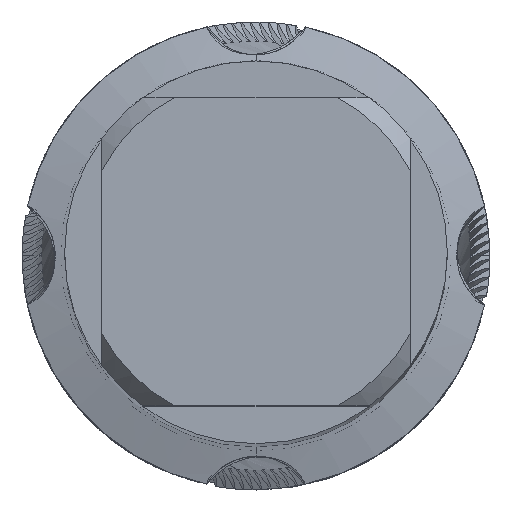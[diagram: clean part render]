
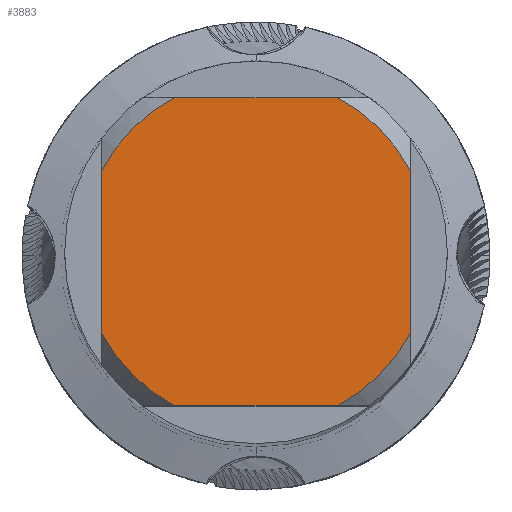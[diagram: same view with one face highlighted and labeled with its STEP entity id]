
A CAD part, top view. The second image highlights one B-rep face of the part: STEP entity #3883.
In plain terms, the highlighted planar face has unit normal (0, 0, 1).
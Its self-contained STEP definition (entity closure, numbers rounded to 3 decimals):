
#2163=EDGE_CURVE('',#2609,#2179,#6041,.T.);
#2179=VERTEX_POINT('',#6059);
#2323=EDGE_CURVE('',#5485,#5271,#6212,.T.);
#2609=VERTEX_POINT('',#6519);
#2863=VERTEX_POINT('',#6797);
#3507=EDGE_CURVE('',#4379,#2179,#7499,.T.);
#3825=EDGE_CURVE('',#4051,#2863,#7841,.T.);
#3883=ADVANCED_FACE('',(#7906),#7907,.T.);
#3993=EDGE_CURVE('',#4051,#4079,#8025,.T.);
#4051=VERTEX_POINT('',#8084);
#4079=VERTEX_POINT('',#8116);
#4355=EDGE_CURVE('',#4379,#4079,#8427,.T.);
#4379=VERTEX_POINT('',#8453);
#4497=EDGE_CURVE('',#5485,#2863,#8581,.T.);
#4755=EDGE_CURVE('',#2609,#5271,#8864,.T.);
#5271=VERTEX_POINT('',#9424);
#5485=VERTEX_POINT('',#9657);
#6041=CIRCLE('',#10852,8.2);
#6059=CARTESIAN_POINT('',(-3.831,7.25,0.0));
#6212=CIRCLE('',#11434,8.2);
#6519=CARTESIAN_POINT('',(-7.25,3.831,0.0));
#6797=CARTESIAN_POINT('',(3.831,-7.25,0.0));
#7499=LINE('',#15070,#15071);
#7841=CIRCLE('',#15891,8.2);
#7906=FACE_OUTER_BOUND('',#16027,.T.);
#7907=PLANE('',#16028);
#8025=LINE('',#16337,#16338);
#8084=CARTESIAN_POINT('',(7.25,-3.831,0.0));
#8116=CARTESIAN_POINT('',(7.25,3.831,0.0));
#8427=CIRCLE('',#17337,8.2);
#8453=CARTESIAN_POINT('',(3.831,7.25,0.0));
#8581=LINE('',#17703,#17704);
#8864=LINE('',#18566,#18567);
#9424=CARTESIAN_POINT('',(-7.25,-3.831,0.0));
#9657=CARTESIAN_POINT('',(-3.831,-7.25,0.0));
#10852=AXIS2_PLACEMENT_3D('',#21667,#21668,#21669);
#11434=AXIS2_PLACEMENT_3D('',#21814,#21815,#21816);
#15070=CARTESIAN_POINT('',(0.0,7.25,0.0));
#15071=VECTOR('',#23354,1.0);
#15891=AXIS2_PLACEMENT_3D('',#23667,#23668,#23669);
#16027=EDGE_LOOP('',(#23746,#23747,#23748,#23749,#23750,#23751,#23752,#23753));
#16028=AXIS2_PLACEMENT_3D('',#23754,#23755,#23756);
#16337=CARTESIAN_POINT('',(7.25,2.05,0.0));
#16338=VECTOR('',#23847,1.0);
#17337=AXIS2_PLACEMENT_3D('',#24291,#24292,#24293);
#17703=CARTESIAN_POINT('',(0.0,-7.25,0.0));
#17704=VECTOR('',#24436,1.0);
#18566=CARTESIAN_POINT('',(-7.25,2.05,0.0));
#18567=VECTOR('',#24727,1.0);
#21667=CARTESIAN_POINT('',(0.0,0.0,0.0));
#21668=DIRECTION('',(0.0,0.0,-1.0));
#21669=DIRECTION('',(0.0,1.0,0.0));
#21814=CARTESIAN_POINT('',(0.0,0.0,0.0));
#21815=DIRECTION('',(0.0,0.0,-1.0));
#21816=DIRECTION('',(0.0,1.0,0.0));
#23354=DIRECTION('',(-1.0,0.0,0.0));
#23667=CARTESIAN_POINT('',(0.0,0.0,0.0));
#23668=DIRECTION('',(0.0,0.0,-1.0));
#23669=DIRECTION('',(0.0,1.0,0.0));
#23746=ORIENTED_EDGE('',*,*,#4755,.T.);
#23747=ORIENTED_EDGE('',*,*,#2323,.F.);
#23748=ORIENTED_EDGE('',*,*,#4497,.T.);
#23749=ORIENTED_EDGE('',*,*,#3825,.F.);
#23750=ORIENTED_EDGE('',*,*,#3993,.T.);
#23751=ORIENTED_EDGE('',*,*,#4355,.F.);
#23752=ORIENTED_EDGE('',*,*,#3507,.T.);
#23753=ORIENTED_EDGE('',*,*,#2163,.F.);
#23754=CARTESIAN_POINT('',(0.0,4.1,0.0));
#23755=DIRECTION('',(-0.0,0.0,1.0));
#23756=DIRECTION('',(0.0,-1.0,0.0));
#23847=DIRECTION('',(-0.0,1.0,0.0));
#24291=CARTESIAN_POINT('',(0.0,0.0,0.0));
#24292=DIRECTION('',(0.0,0.0,-1.0));
#24293=DIRECTION('',(0.0,1.0,0.0));
#24436=DIRECTION('',(1.0,0.0,0.0));
#24727=DIRECTION('',(-0.0,-1.0,0.0));
